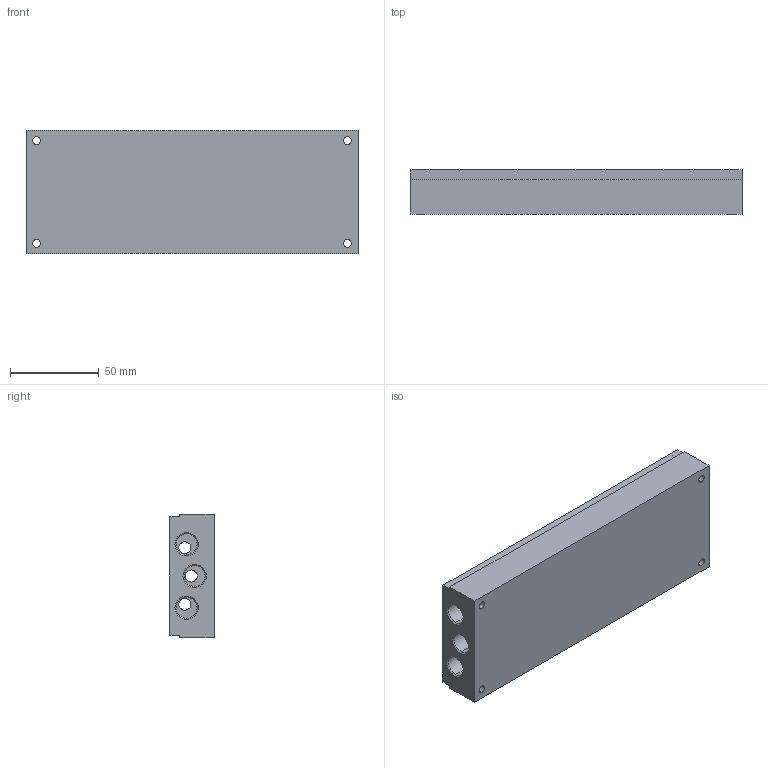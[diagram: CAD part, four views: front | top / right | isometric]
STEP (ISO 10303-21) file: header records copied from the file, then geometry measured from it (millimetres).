
FILE_DESCRIPTION (( 'STEP AP203' ), '1' );
FILE_NAME ('05.090.2.STEP', '2018-12-18T16:44:37', ( '' ), ( '' ), 'SwSTEP 2.0', 'SolidWorks 2016', '' );
FILE_SCHEMA (( 'CONFIG_CONTROL_DESIGN' ));
Length unit declared in the file: millimetre
Products named in the file (1): 05.090.2
Bounding box: 187.5 x 25 x 70 mm (x, y, z)
Volume: 290627.6 mm3; surface area: 57486.6 mm2
Topology: 1 solids, 1 shells, 336 faces, 830 edges, 536 vertices
Faces by surface type: cylinder 194, plane 90, cone 52
Entity records: 11903 total; most frequent: CARTESIAN_POINT 3503, DIRECTION 1824, ORIENTED_EDGE 1660, EDGE_CURVE 830, AXIS2_PLACEMENT_3D 757, VERTEX_POINT 536, EDGE_LOOP 450, CIRCLE 420
